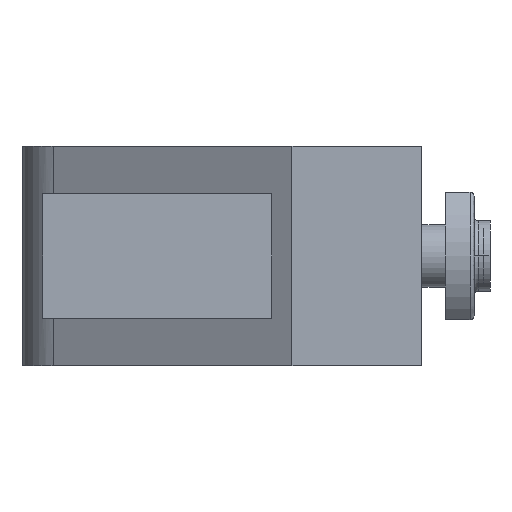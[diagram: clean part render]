
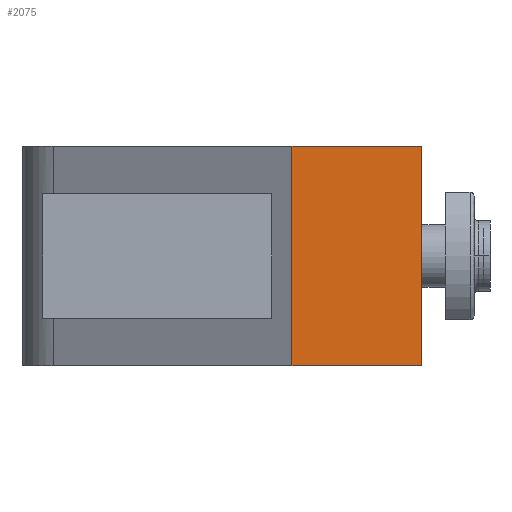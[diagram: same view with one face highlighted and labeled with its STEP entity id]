
A CAD part, left-side view. The second image highlights one B-rep face of the part: STEP entity #2075.
In plain terms, the highlighted planar face has unit normal (-1, 0, 0).
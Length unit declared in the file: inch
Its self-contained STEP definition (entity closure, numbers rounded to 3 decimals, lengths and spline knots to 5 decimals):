
#57 = EDGE_CURVE ( 'NONE', #1930, #2300, #2888, .T. ) ;
#76 = EDGE_CURVE ( 'NONE', #2239, #1776, #310, .T. ) ;
#78 = CARTESIAN_POINT ( 'NONE',  ( 0., 0.65, 0.55 ) ) ;
#255 = LINE ( 'NONE', #256, #257 ) ;
#256 = CARTESIAN_POINT ( 'NONE',  ( 0., 0.65, 0.55 ) ) ;
#257 = VECTOR ( 'NONE', #258, 39.37008 ) ;
#258 = DIRECTION ( 'NONE',  ( 0., 0., -1. ) ) ;
#261 = LINE ( 'NONE', #262, #263 ) ;
#262 = CARTESIAN_POINT ( 'NONE',  ( 0., 0., 0.55 ) ) ;
#263 = VECTOR ( 'NONE', #264, 39.37008 ) ;
#264 = DIRECTION ( 'NONE',  ( 0., 0., -1. ) ) ;
#310 = LINE ( 'NONE', #311, #312 ) ;
#311 = CARTESIAN_POINT ( 'NONE',  ( 0., 0., 0.55 ) ) ;
#312 = VECTOR ( 'NONE', #313, 39.37008 ) ;
#313 = DIRECTION ( 'NONE',  ( 0., -1., 0. ) ) ;
#464 = FACE_OUTER_BOUND ( 'NONE', #1927, .T. ) ;
#465 = PLANE ( 'NONE',  #466 ) ;
#466 = AXIS2_PLACEMENT_3D ( 'NONE', #467, #468, #469 ) ;
#467 = CARTESIAN_POINT ( 'NONE',  ( 0., 0., 0.55 ) ) ;
#468 = DIRECTION ( 'NONE',  ( 1., 0., 0. ) ) ;
#469 = DIRECTION ( 'NONE',  ( 0., 0., -1. ) ) ;
#502 = CARTESIAN_POINT ( 'NONE',  ( 0., 0., -0.55 ) ) ;
#954 = ORIENTED_EDGE ( 'NONE', *, *, #76, .F. ) ;
#1776 = VERTEX_POINT ( 'NONE', #2875 ) ;
#1832 = ORIENTED_EDGE ( 'NONE', *, *, #57, .T. ) ;
#1927 = EDGE_LOOP ( 'NONE', ( #1832, #2065, #954, #2268 ) ) ;
#1930 = VERTEX_POINT ( 'NONE', #2522 ) ;
#2052 = EDGE_CURVE ( 'NONE', #2239, #1930, #255, .T. ) ;
#2054 = EDGE_CURVE ( 'NONE', #1776, #2300, #261, .T. ) ;
#2065 = ORIENTED_EDGE ( 'NONE', *, *, #2054, .F. ) ;
#2075 = ADVANCED_FACE ( 'NONE', ( #464 ), #465, .F. ) ;
#2239 = VERTEX_POINT ( 'NONE', #78 ) ;
#2268 = ORIENTED_EDGE ( 'NONE', *, *, #2052, .T. ) ;
#2300 = VERTEX_POINT ( 'NONE', #502 ) ;
#2522 = CARTESIAN_POINT ( 'NONE',  ( 0., 0.65, -0.55 ) ) ;
#2875 = CARTESIAN_POINT ( 'NONE',  ( 0., 0., 0.55 ) ) ;
#2888 = LINE ( 'NONE', #2889, #2890 ) ;
#2889 = CARTESIAN_POINT ( 'NONE',  ( 0., 0., -0.55 ) ) ;
#2890 = VECTOR ( 'NONE', #2891, 39.37008 ) ;
#2891 = DIRECTION ( 'NONE',  ( 0., -1., 0. ) ) ;
